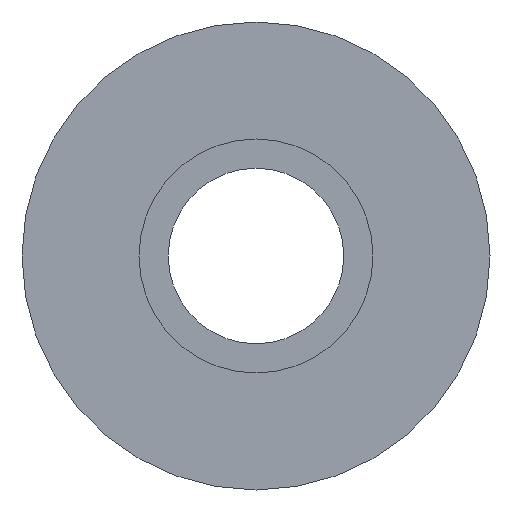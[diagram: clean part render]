
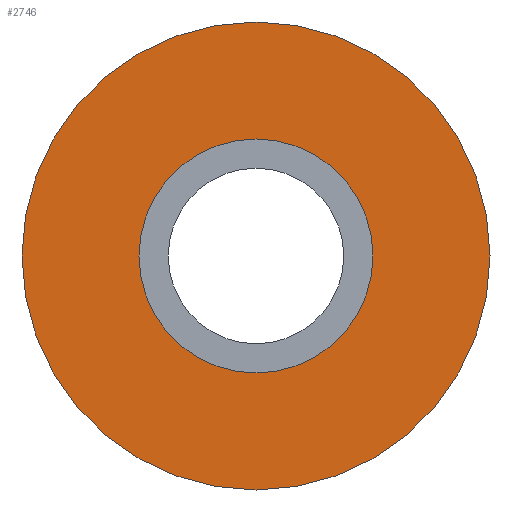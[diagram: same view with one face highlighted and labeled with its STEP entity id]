
A CAD part, left-side view. The second image highlights one B-rep face of the part: STEP entity #2746.
In plain terms, the highlighted planar face has unit normal (-1, 0, 0).
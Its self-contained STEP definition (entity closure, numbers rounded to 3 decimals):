
#750=PLANE('',#3016);
#975=ORIENTED_EDGE('',*,*,#1661,.F.);
#976=ORIENTED_EDGE('',*,*,#1659,.F.);
#1659=EDGE_CURVE('',#2012,#2012,#2237,.T.);
#1661=EDGE_CURVE('',#2014,#2014,#2239,.T.);
#2012=VERTEX_POINT('',#4067);
#2014=VERTEX_POINT('',#4072);
#2237=CIRCLE('',#3014,80.);
#2239=CIRCLE('',#3017,40.);
#2303=EDGE_LOOP('',(#975));
#2304=EDGE_LOOP('',(#976));
#2517=FACE_BOUND('',#2303,.T.);
#2518=FACE_BOUND('',#2304,.T.);
#2746=ADVANCED_FACE('',(#2517,#2518),#750,.F.);
#3014=AXIS2_PLACEMENT_3D('',#4066,#3310,#3311);
#3016=AXIS2_PLACEMENT_3D('',#4070,#3314,#3315);
#3017=AXIS2_PLACEMENT_3D('',#4071,#3316,#3317);
#3310=DIRECTION('',(1.,0.,0.));
#3311=DIRECTION('',(0.,1.,0.));
#3314=DIRECTION('',(1.,0.,0.));
#3315=DIRECTION('',(0.,0.,-1.));
#3316=DIRECTION('',(-1.,0.,0.));
#3317=DIRECTION('',(0.,1.,0.));
#4066=CARTESIAN_POINT('',(-70.,0.,0.));
#4067=CARTESIAN_POINT('',(-70.,80.,0.));
#4070=CARTESIAN_POINT('',(-70.,0.,0.));
#4071=CARTESIAN_POINT('',(-70.,0.,0.));
#4072=CARTESIAN_POINT('',(-70.,40.,0.));
